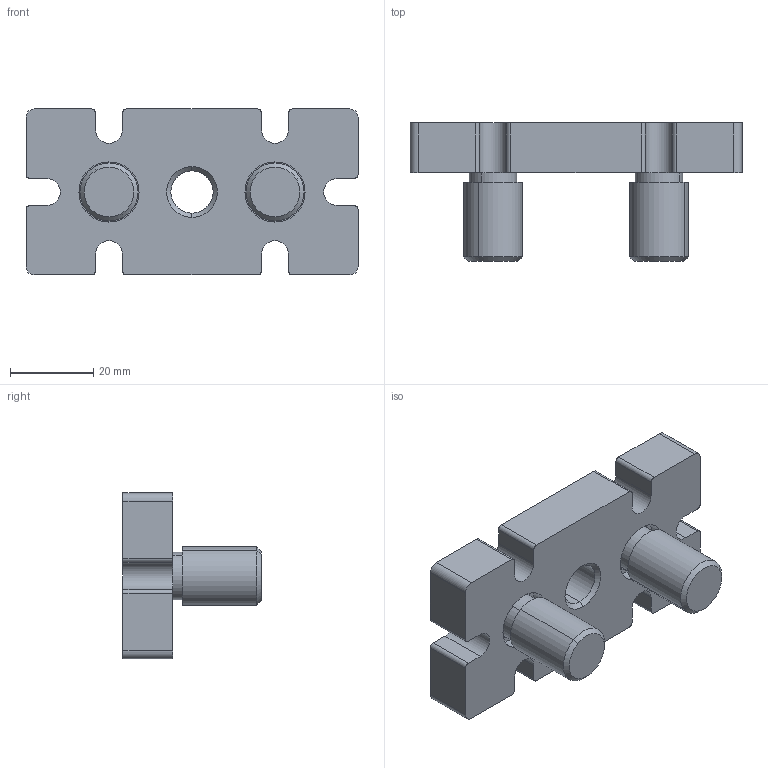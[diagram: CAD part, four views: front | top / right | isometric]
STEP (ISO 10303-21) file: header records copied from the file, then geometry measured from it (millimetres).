
FILE_DESCRIPTION (( 'STEP AP214' ), '1' );
FILE_NAME ('SNSD.30.50.62. Àäàïòåð 40õ80 äëÿ êðåïëåíèÿ îïîðû Ì12(B16).STEP', '2014-11-24T08:12:30', ( 'XTreme.ws' ), ( 'XTreme.ws' ), 'SwSTEP 2.0', 'SolidWorks 2014', '' );
FILE_SCHEMA (( 'AUTOMOTIVE_DESIGN' ));
Length unit declared in the file: millimetre
Products named in the file (3): SNSD.30.50.62. 鍔錓 (B16)_00; SNSD.30.50.62. 砑僔蠂縺 (B16)_00; SNSD.30.50.62. Àäàïòåð 40õ80 äëÿ êðåïëåíèÿ îïîðû Ì12(B16)
Assembly tree (3 placements, depth 2):
  SNSD.30.50.62. Àäàïòåð 40õ80 äëÿ êðåïëåíèÿ îïîðû Ì12(B16)
    SNSD.30.50.62. 砑僔蠂縺 (B16)_00
    SNSD.30.50.62. 鍔錓 (B16)_00  x2
Bounding box: 80 x 33.3 x 40 mm (x, y, z)
Volume: 37775.8 mm3; surface area: 15562.4 mm2
Topology: 3 solids, 3 shells, 110 faces, 272 edges, 176 vertices
Faces by surface type: plane 48, cylinder 46, cone 12, torus 4
Entity records: 2844 total; most frequent: DIRECTION 502, CARTESIAN_POINT 463, ORIENTED_EDGE 448, EDGE_CURVE 224, AXIS2_PLACEMENT_3D 185, VERTEX_POINT 146, LINE 132, VECTOR 132
